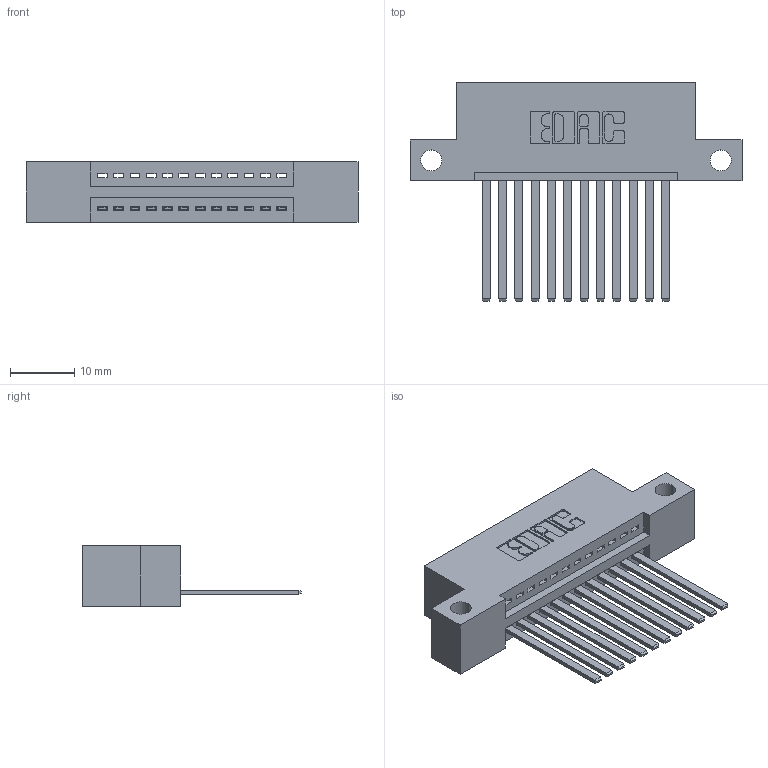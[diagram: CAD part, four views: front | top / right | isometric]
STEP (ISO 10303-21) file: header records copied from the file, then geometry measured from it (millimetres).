
FILE_DESCRIPTION (( 'STEP AP203' ), '1' );
FILE_NAME ('395-012-544-112.STEP', '2019-10-16T01:29:58', ( '' ), ( '' ), 'SwSTEP 2.0', 'SolidWorks 2016', '' );
FILE_SCHEMA (( 'CONFIG_CONTROL_DESIGN' ));
Length unit declared in the file: inch
Products named in the file (3): 395-012-544-112; 345 Part_Flush Mounting Lugs - Side Mount; 345-292-001_345-293-144
Assembly tree (13 placements, depth 2):
  395-012-544-112
    345 Part_Flush Mounting Lugs - Side Mount
    345-292-001_345-293-144  x12
Bounding box: 51.69 x 33.96 x 9.4 mm (x, y, z)
Volume: 4715.4 mm3; surface area: 6133.9 mm2
Topology: 13 solids, 13 shells, 750 faces, 2237 edges, 1474 vertices
Faces by surface type: plane 512, cylinder 238
Entity records: 12889 total; most frequent: CARTESIAN_POINT 2240, ORIENTED_EDGE 2186, DIRECTION 1997, EDGE_CURVE 1093, VECTOR 917, LINE 917, VERTEX_POINT 726, AXIS2_PLACEMENT_3D 540
